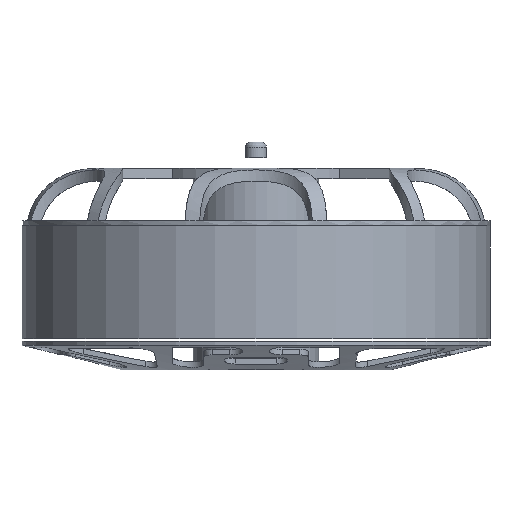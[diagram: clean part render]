
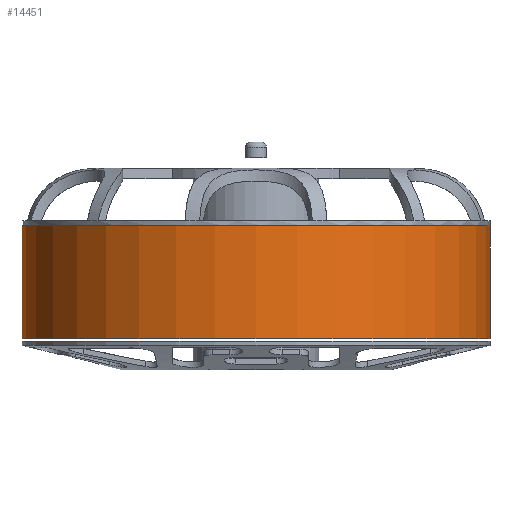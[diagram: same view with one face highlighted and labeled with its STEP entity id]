
A CAD part, front view. The second image highlights one B-rep face of the part: STEP entity #14451.
In plain terms, the highlighted cylindrical face has radius 44.665 mm (diameter 89.331 mm), a full revolution.
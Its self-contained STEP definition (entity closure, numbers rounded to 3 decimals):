
#671=LINE('',#21281,#1859);
#1859=VECTOR('',#17119,44.665);
#3047=CYLINDRICAL_SURFACE('',#15620,44.665);
#3500=FACE_OUTER_BOUND('',#4398,.T.);
#4398=EDGE_LOOP('',(#9573,#9574,#9575,#9576));
#5360=CIRCLE('',#15616,44.665);
#5363=CIRCLE('',#15621,44.665);
#5928=VERTEX_POINT('',#21271);
#5931=VERTEX_POINT('',#21280);
#7375=EDGE_CURVE('',#5928,#5928,#5360,.T.);
#7379=EDGE_CURVE('',#5928,#5931,#671,.T.);
#7380=EDGE_CURVE('',#5931,#5931,#5363,.T.);
#9573=ORIENTED_EDGE('',*,*,#7375,.F.);
#9574=ORIENTED_EDGE('',*,*,#7379,.T.);
#9575=ORIENTED_EDGE('',*,*,#7380,.T.);
#9576=ORIENTED_EDGE('',*,*,#7379,.F.);
#14451=ADVANCED_FACE('',(#3500),#3047,.T.);
#15616=AXIS2_PLACEMENT_3D('',#21272,#17108,#17109);
#15620=AXIS2_PLACEMENT_3D('',#21279,#17117,#17118);
#15621=AXIS2_PLACEMENT_3D('',#21282,#17120,#17121);
#17108=DIRECTION('center_axis',(0.,0.,-1.));
#17109=DIRECTION('ref_axis',(1.,0.,0.));
#17117=DIRECTION('center_axis',(0.,0.,-1.));
#17118=DIRECTION('ref_axis',(1.,0.,0.));
#17119=DIRECTION('',(0.,0.,1.));
#17120=DIRECTION('center_axis',(0.,0.,-1.));
#17121=DIRECTION('ref_axis',(1.,0.,0.));
#21271=CARTESIAN_POINT('',(-44.665,0.,-12.5));
#21272=CARTESIAN_POINT('Origin',(0.,0.,-12.5));
#21279=CARTESIAN_POINT('Origin',(0.,0.,9.));
#21280=CARTESIAN_POINT('',(-44.665,0.,9.));
#21281=CARTESIAN_POINT('',(-44.665,0.,9.));
#21282=CARTESIAN_POINT('Origin',(0.,0.,9.));
